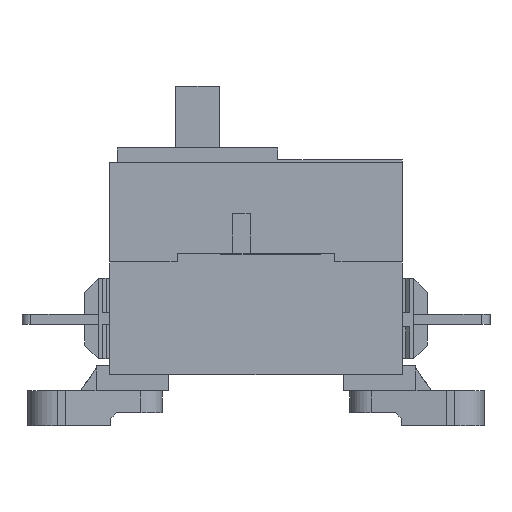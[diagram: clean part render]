
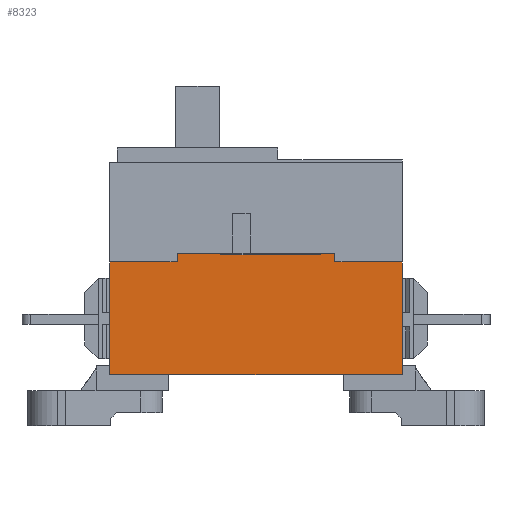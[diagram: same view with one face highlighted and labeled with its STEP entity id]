
A CAD part, left-side view. The second image highlights one B-rep face of the part: STEP entity #8323.
In plain terms, the highlighted planar face has unit normal (-1, 0, 0).
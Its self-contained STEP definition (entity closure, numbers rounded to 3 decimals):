
#195=DIRECTION('',(0.,-1.,0.));
#196=VECTOR('',#195,100.);
#197=CARTESIAN_POINT('',(-65.,30.,17.5));
#198=LINE('',#197,#196);
#307=DIRECTION('',(0.,0.,1.));
#308=VECTOR('',#307,38.5);
#309=CARTESIAN_POINT('',(-65.,-70.,17.5));
#310=LINE('',#309,#308);
#1553=DIRECTION('',(0.,1.,0.));
#1554=VECTOR('',#1553,23.);
#1555=CARTESIAN_POINT('',(-65.,7.,56.));
#1556=LINE('',#1555,#1554);
#1560=DIRECTION('',(0.,0.,1.));
#1561=VECTOR('',#1560,0.5);
#1562=CARTESIAN_POINT('',(-65.,-8.,58.5));
#1563=LINE('',#1562,#1561);
#1567=DIRECTION('',(0.,1.,0.));
#1568=VECTOR('',#1567,34.);
#1569=CARTESIAN_POINT('',(-65.,-42.,58.5));
#1570=LINE('',#1569,#1568);
#1574=DIRECTION('',(0.,0.,-1.));
#1575=VECTOR('',#1574,0.5);
#1576=CARTESIAN_POINT('',(-65.,-42.,59.));
#1577=LINE('',#1576,#1575);
#1581=DIRECTION('',(0.,1.,0.));
#1582=VECTOR('',#1581,23.);
#1583=CARTESIAN_POINT('',(-65.,-70.,56.));
#1584=LINE('',#1583,#1582);
#1728=DIRECTION('',(0.,0.,-1.));
#1729=VECTOR('',#1728,38.5);
#1730=CARTESIAN_POINT('',(-65.,30.,56.));
#1731=LINE('',#1730,#1729);
#4822=DIRECTION('',(0.,-1.,0.));
#4823=VECTOR('',#4822,5.);
#4824=CARTESIAN_POINT('',(-65.,-42.,59.));
#4825=LINE('',#4824,#4823);
#4850=DIRECTION('',(0.,-1.,0.));
#4851=VECTOR('',#4850,15.);
#4852=CARTESIAN_POINT('',(-65.,7.,59.));
#4853=LINE('',#4852,#4851);
#4885=DIRECTION('',(0.,0.,-1.));
#4886=VECTOR('',#4885,3.);
#4887=CARTESIAN_POINT('',(-65.,-47.,59.));
#4888=LINE('',#4887,#4886);
#5297=DIRECTION('',(0.,0.,1.));
#5298=VECTOR('',#5297,3.);
#5299=CARTESIAN_POINT('',(-65.,7.,56.));
#5300=LINE('',#5299,#5298);
#5878=CARTESIAN_POINT('',(-65.,-70.,56.));
#5879=VERTEX_POINT('',#5878);
#5920=CARTESIAN_POINT('',(-65.,30.,56.));
#5921=VERTEX_POINT('',#5920);
#5922=CARTESIAN_POINT('',(-65.,7.,56.));
#5923=VERTEX_POINT('',#5922);
#6266=CARTESIAN_POINT('',(-65.,-47.,56.));
#6267=VERTEX_POINT('',#6266);
#6268=CARTESIAN_POINT('',(-65.,-47.,59.));
#6269=VERTEX_POINT('',#6268);
#6270=CARTESIAN_POINT('',(-65.,-42.,59.));
#6271=VERTEX_POINT('',#6270);
#6272=CARTESIAN_POINT('',(-65.,-42.,58.5));
#6273=VERTEX_POINT('',#6272);
#6274=CARTESIAN_POINT('',(-65.,-8.,58.5));
#6275=VERTEX_POINT('',#6274);
#6276=CARTESIAN_POINT('',(-65.,-8.,59.));
#6277=VERTEX_POINT('',#6276);
#6278=CARTESIAN_POINT('',(-65.,7.,59.));
#6279=VERTEX_POINT('',#6278);
#6374=CARTESIAN_POINT('',(-65.,-70.,17.5));
#6375=VERTEX_POINT('',#6374);
#6376=CARTESIAN_POINT('',(-65.,30.,17.5));
#6377=VERTEX_POINT('',#6376);
#8294=CARTESIAN_POINT('',(-65.,-60.,37.8));
#8295=DIRECTION('',(1.,0.,0.));
#8296=DIRECTION('',(0.,1.,0.));
#8297=AXIS2_PLACEMENT_3D('',#8294,#8295,#8296);
#8298=PLANE('',#8297);
#8299=ORIENTED_EDGE('',*,*,#6599,.F.);
#8301=ORIENTED_EDGE('',*,*,#8300,.F.);
#8303=ORIENTED_EDGE('',*,*,#8302,.F.);
#8305=ORIENTED_EDGE('',*,*,#8304,.T.);
#8307=ORIENTED_EDGE('',*,*,#8306,.T.);
#8309=ORIENTED_EDGE('',*,*,#8308,.F.);
#8311=ORIENTED_EDGE('',*,*,#8310,.F.);
#8313=ORIENTED_EDGE('',*,*,#8312,.F.);
#8315=ORIENTED_EDGE('',*,*,#8314,.T.);
#8317=ORIENTED_EDGE('',*,*,#8316,.T.);
#8319=ORIENTED_EDGE('',*,*,#8318,.F.);
#8320=ORIENTED_EDGE('',*,*,#6650,.F.);
#8321=EDGE_LOOP('',(#8299,#8301,#8303,#8305,#8307,#8309,#8311,#8313,#8315,#8317,
#8319,#8320));
#8322=FACE_OUTER_BOUND('',#8321,.F.);
#6599=EDGE_CURVE('',#6377,#6375,#198,.T.);
#6650=EDGE_CURVE('',#6375,#5879,#310,.T.);
#8300=EDGE_CURVE('',#5921,#6377,#1731,.T.);
#8302=EDGE_CURVE('',#5923,#5921,#1556,.T.);
#8304=EDGE_CURVE('',#5923,#6279,#5300,.T.);
#8306=EDGE_CURVE('',#6279,#6277,#4853,.T.);
#8308=EDGE_CURVE('',#6275,#6277,#1563,.T.);
#8310=EDGE_CURVE('',#6273,#6275,#1570,.T.);
#8312=EDGE_CURVE('',#6271,#6273,#1577,.T.);
#8314=EDGE_CURVE('',#6271,#6269,#4825,.T.);
#8316=EDGE_CURVE('',#6269,#6267,#4888,.T.);
#8318=EDGE_CURVE('',#5879,#6267,#1584,.T.);
#8323=ADVANCED_FACE('',(#8322),#8298,.F.);
